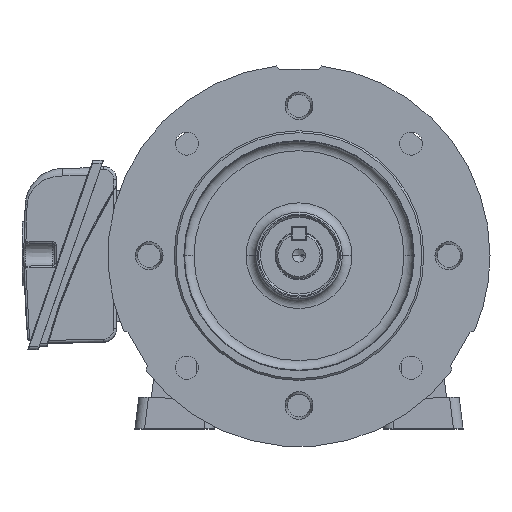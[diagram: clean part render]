
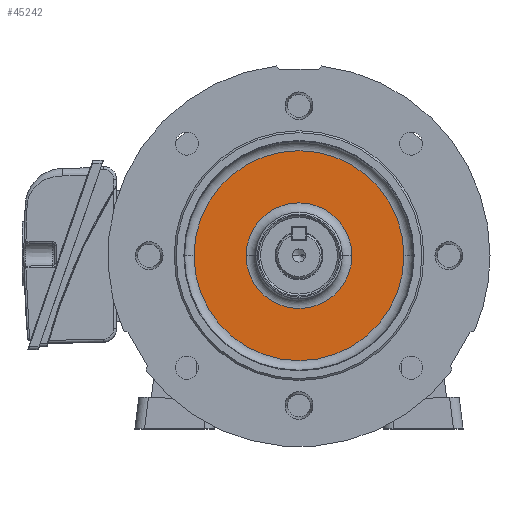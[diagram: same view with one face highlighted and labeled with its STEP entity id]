
A CAD part, top view. The second image highlights one B-rep face of the part: STEP entity #45242.
In plain terms, the highlighted planar face has unit normal (0, 0, 1).
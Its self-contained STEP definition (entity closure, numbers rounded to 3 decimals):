
#324 = EDGE_LOOP ( 'NONE', ( #32847, #37093 ) ) ;
#2666 = EDGE_CURVE ( 'NONE', #66824, #22395, #41143, .T. ) ;
#4408 = VERTEX_POINT ( 'NONE', #58497 ) ;
#12264 = DIRECTION ( 'NONE',  ( -1., 0., 0. ) ) ;
#12957 = PLANE ( 'NONE',  #57214 ) ;
#13291 = FACE_OUTER_BOUND ( 'NONE', #67705, .T. ) ;
#16229 = AXIS2_PLACEMENT_3D ( 'NONE', #63418, #36849, #58175 ) ;
#18539 = CARTESIAN_POINT ( 'NONE',  ( -27.507, 0., 0. ) ) ;
#18939 = AXIS2_PLACEMENT_3D ( 'NONE', #32749, #47202, #27867 ) ;
#19538 = CIRCLE ( 'NONE', #16229, 27.507 ) ;
#22395 = VERTEX_POINT ( 'NONE', #68350 ) ;
#23307 = AXIS2_PLACEMENT_3D ( 'NONE', #64344, #54538, #32881 ) ;
#24491 = EDGE_CURVE ( 'NONE', #45312, #4408, #56834, .T. ) ;
#24530 = AXIS2_PLACEMENT_3D ( 'NONE', #30253, #58200, #51567 ) ;
#27867 = DIRECTION ( 'NONE',  ( 1., 0., 0. ) ) ;
#28794 = ORIENTED_EDGE ( 'NONE', *, *, #38345, .T. ) ;
#30253 = CARTESIAN_POINT ( 'NONE',  ( 0., 0., 0. ) ) ;
#32749 = CARTESIAN_POINT ( 'NONE',  ( 0., 0., 0. ) ) ;
#32847 = ORIENTED_EDGE ( 'NONE', *, *, #62836, .F. ) ;
#32881 = DIRECTION ( 'NONE',  ( 1., 0., 0. ) ) ;
#36849 = DIRECTION ( 'NONE',  ( 0., 0., 1. ) ) ;
#37093 = ORIENTED_EDGE ( 'NONE', *, *, #24491, .F. ) ;
#38345 = EDGE_CURVE ( 'NONE', #22395, #66824, #57988, .T. ) ;
#41143 = CIRCLE ( 'NONE', #23307, 54.647 ) ;
#45242 = ADVANCED_FACE ( 'NONE', ( #49619, #13291 ), #12957, .F. ) ;
#45312 = VERTEX_POINT ( 'NONE', #18539 ) ;
#47202 = DIRECTION ( 'NONE',  ( 0., 0., 1. ) ) ;
#48920 = CARTESIAN_POINT ( 'NONE',  ( 0., 27.507, 0. ) ) ;
#49619 = FACE_BOUND ( 'NONE', #324, .T. ) ;
#50258 = ORIENTED_EDGE ( 'NONE', *, *, #2666, .T. ) ;
#51567 = DIRECTION ( 'NONE',  ( 1., 0., 0. ) ) ;
#53726 = CARTESIAN_POINT ( 'NONE',  ( -54.647, 0., 0. ) ) ;
#54159 = DIRECTION ( 'NONE',  ( 0., 0., -1. ) ) ;
#54538 = DIRECTION ( 'NONE',  ( 0., 0., 1. ) ) ;
#56834 = CIRCLE ( 'NONE', #24530, 27.507 ) ;
#57214 = AXIS2_PLACEMENT_3D ( 'NONE', #48920, #54159, #12264 ) ;
#57988 = CIRCLE ( 'NONE', #18939, 54.647 ) ;
#58175 = DIRECTION ( 'NONE',  ( 1., 0., 0. ) ) ;
#58200 = DIRECTION ( 'NONE',  ( 0., 0., 1. ) ) ;
#58497 = CARTESIAN_POINT ( 'NONE',  ( 27.507, 0., 0. ) ) ;
#62836 = EDGE_CURVE ( 'NONE', #4408, #45312, #19538, .T. ) ;
#63418 = CARTESIAN_POINT ( 'NONE',  ( 0., 0., 0. ) ) ;
#64344 = CARTESIAN_POINT ( 'NONE',  ( 0., 0., 0. ) ) ;
#66824 = VERTEX_POINT ( 'NONE', #53726 ) ;
#67705 = EDGE_LOOP ( 'NONE', ( #28794, #50258 ) ) ;
#68350 = CARTESIAN_POINT ( 'NONE',  ( 54.647, 0., 0. ) ) ;
